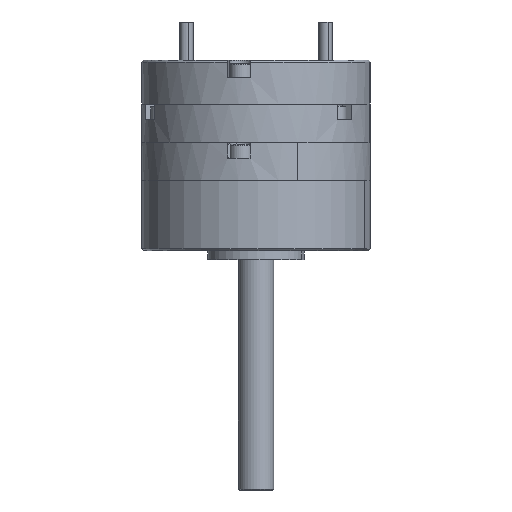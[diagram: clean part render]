
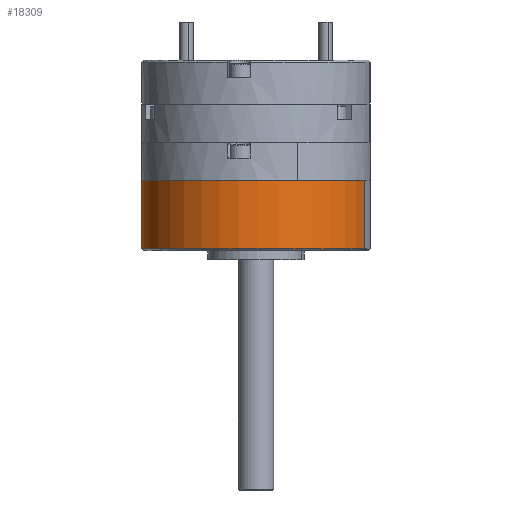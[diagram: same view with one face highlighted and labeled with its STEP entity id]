
A CAD part, left-side view. The second image highlights one B-rep face of the part: STEP entity #18309.
In plain terms, the highlighted cylindrical face has radius 41.275 mm (diameter 82.55 mm), a partial arc.
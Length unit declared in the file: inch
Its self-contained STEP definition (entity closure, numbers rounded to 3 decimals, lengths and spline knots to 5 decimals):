
#1903 = CARTESIAN_POINT ( 'NONE',  ( 1.625, 0., 0. ) ) ;
#1906 = CARTESIAN_POINT ( 'NONE',  ( 0., 0., 0. ) ) ;
#1910 = DIRECTION ( 'NONE',  ( 0., 0., 1. ) ) ;
#1911 = DIRECTION ( 'NONE',  ( -1., 0., 0. ) ) ;
#1913 = DIRECTION ( 'NONE',  ( 0., 0., 1. ) ) ;
#1932 = CARTESIAN_POINT ( 'NONE',  ( -1.625, 0., 0. ) ) ;
#1942 = DIRECTION ( 'NONE',  ( 0., 0., 1. ) ) ;
#2347 = VECTOR ( 'NONE', #1913, 39.37008 ) ;
#2359 = LINE ( 'NONE', #1903, #2347 ) ;
#2360 = CIRCLE ( 'NONE', #10860, 1.625 ) ;
#2368 = LINE ( 'NONE', #1932, #2370 ) ;
#2370 = VECTOR ( 'NONE', #1942, 39.37008 ) ;
#3649 = AXIS2_PLACEMENT_3D ( 'NONE', #12529, #12528, #12524 ) ;
#10860 = AXIS2_PLACEMENT_3D ( 'NONE', #1906, #1910, #1911 ) ;
#12118 = FACE_OUTER_BOUND ( 'NONE', #21638, .T. ) ;
#12127 = CYLINDRICAL_SURFACE ( 'NONE', #3649, 1.625 ) ;
#12524 = DIRECTION ( 'NONE',  ( 1., 0., 0. ) ) ;
#12528 = DIRECTION ( 'NONE',  ( 0., 0., 1. ) ) ;
#12529 = CARTESIAN_POINT ( 'NONE',  ( 0., 0., 0. ) ) ;
#13936 = CIRCLE ( 'NONE', #14223, 1.625 ) ;
#14223 = AXIS2_PLACEMENT_3D ( 'NONE', #15435, #15437, #15439 ) ;
#14928 = EDGE_CURVE ( 'NONE', #22160, #22192, #2360, .T. ) ;
#14929 = EDGE_CURVE ( 'NONE', #22160, #23641, #2359, .T. ) ;
#14939 = EDGE_CURVE ( 'NONE', #22192, #23640, #2368, .T. ) ;
#15435 = CARTESIAN_POINT ( 'NONE',  ( 0., 0., 0.96875 ) ) ;
#15437 = DIRECTION ( 'NONE',  ( 0., 0., -1. ) ) ;
#15439 = DIRECTION ( 'NONE',  ( -1., 0., 0. ) ) ;
#17521 = ORIENTED_EDGE ( 'NONE', *, *, #14929, .F. ) ;
#17542 = ORIENTED_EDGE ( 'NONE', *, *, #14939, .T. ) ;
#17547 = ORIENTED_EDGE ( 'NONE', *, *, #21333, .T. ) ;
#17548 = ORIENTED_EDGE ( 'NONE', *, *, #14928, .T. ) ;
#18309 = ADVANCED_FACE ( 'NONE', ( #12118 ), #12127, .T. ) ;
#19234 = CARTESIAN_POINT ( 'NONE',  ( 1.625, 0., 0. ) ) ;
#19293 = CARTESIAN_POINT ( 'NONE',  ( -1.625, 0., 0. ) ) ;
#21333 = EDGE_CURVE ( 'NONE', #23640, #23641, #13936, .T. ) ;
#21638 = EDGE_LOOP ( 'NONE', ( #17548, #17542, #17547, #17521 ) ) ;
#22160 = VERTEX_POINT ( 'NONE', #19234 ) ;
#22192 = VERTEX_POINT ( 'NONE', #19293 ) ;
#23640 = VERTEX_POINT ( 'NONE', #26288 ) ;
#23641 = VERTEX_POINT ( 'NONE', #26289 ) ;
#26288 = CARTESIAN_POINT ( 'NONE',  ( -1.625, 0., 0.96875 ) ) ;
#26289 = CARTESIAN_POINT ( 'NONE',  ( 1.625, 0., 0.96875 ) ) ;
